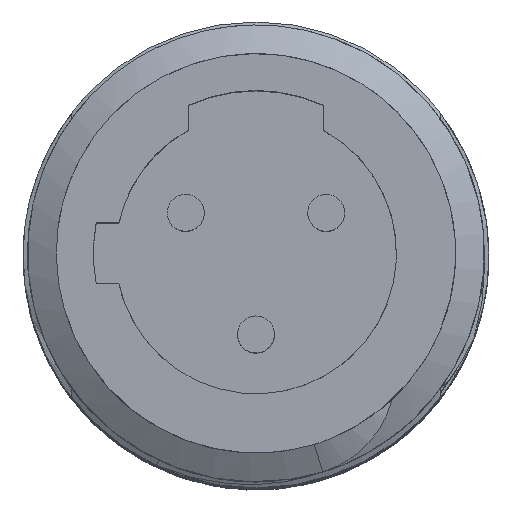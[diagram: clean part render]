
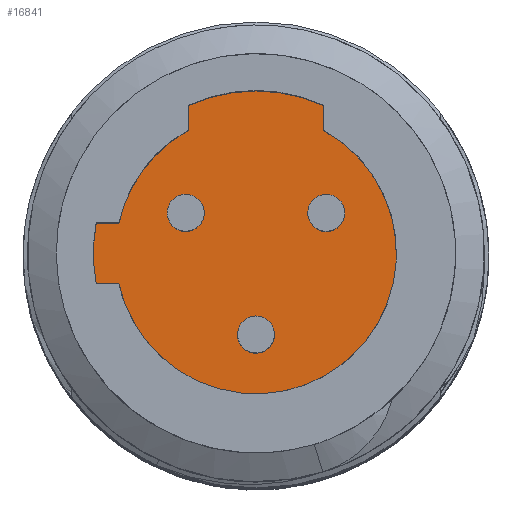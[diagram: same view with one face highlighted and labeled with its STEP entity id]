
A CAD part, top view. The second image highlights one B-rep face of the part: STEP entity #16841.
In plain terms, the highlighted free-form (B-spline) face has degree [1, 1] with [2, 2] control points.
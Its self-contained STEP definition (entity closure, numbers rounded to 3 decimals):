
#1418=CARTESIAN_POINT('',(-4.322,-0.825,42.4));
#1419=VERTEX_POINT('',#1418);
#1425=CARTESIAN_POINT('',(-4.322,0.825,42.4));
#1426=VERTEX_POINT('',#1425);
#1427=CARTESIAN_POINT('',(-4.322,-0.825,42.4));
#1428=CARTESIAN_POINT('',(-4.479,0.,42.4));
#1429=CARTESIAN_POINT('',(-4.322,0.825,42.4));
#1430=(BOUNDED_CURVE()B_SPLINE_CURVE(2,(#1427,#1428,#1429),.CIRCULAR_ARC.,.F.,.U.)B_SPLINE_CURVE_WITH_KNOTS((3,3),(0.,1.),.UNSPECIFIED.)CURVE()GEOMETRIC_REPRESENTATION_ITEM()RATIONAL_B_SPLINE_CURVE((1.,0.982,1.))REPRESENTATION_ITEM(''));
#1431=EDGE_CURVE('',#1419,#1426,#1430,.T.);
#1454=CARTESIAN_POINT('',(-3.709,0.825,42.4));
#1455=VERTEX_POINT('',#1454);
#1456=CARTESIAN_POINT('',(-4.322,0.825,42.4));
#1457=CARTESIAN_POINT('',(-3.709,0.825,42.4));
#1458=B_SPLINE_CURVE_WITH_KNOTS('',1,(#1456,#1457),.POLYLINE_FORM.,.F.,.U.,(2,2),(0.754,1.),.UNSPECIFIED.);
#1459=EDGE_CURVE('',#1426,#1455,#1458,.T.);
#1485=CARTESIAN_POINT('',(-1.833,3.329,42.4));
#1486=VERTEX_POINT('',#1485);
#1487=CARTESIAN_POINT('',(-3.709,0.825,42.4));
#1488=CARTESIAN_POINT('',(-3.337,2.501,42.4));
#1489=CARTESIAN_POINT('',(-1.833,3.329,42.4));
#1490=(BOUNDED_CURVE()B_SPLINE_CURVE(2,(#1487,#1488,#1489),.CIRCULAR_ARC.,.F.,.U.)B_SPLINE_CURVE_WITH_KNOTS((3,3),(0.83,0.96),.UNSPECIFIED.)CURVE()GEOMETRIC_REPRESENTATION_ITEM()RATIONAL_B_SPLINE_CURVE((0.895,0.747,0.75))REPRESENTATION_ITEM(''));
#1491=EDGE_CURVE('',#1455,#1486,#1490,.T.);
#1514=CARTESIAN_POINT('',(-1.833,4.,42.4));
#1515=VERTEX_POINT('',#1514);
#1516=CARTESIAN_POINT('',(-1.833,3.329,42.4));
#1517=CARTESIAN_POINT('',(-1.833,4.,42.4));
#1518=B_SPLINE_CURVE_WITH_KNOTS('',1,(#1516,#1517),.POLYLINE_FORM.,.F.,.U.,(2,2),(0.,0.211),.UNSPECIFIED.);
#1519=EDGE_CURVE('',#1486,#1515,#1518,.T.);
#1546=CARTESIAN_POINT('',(1.833,4.,42.4));
#1547=VERTEX_POINT('',#1546);
#1548=CARTESIAN_POINT('',(-1.833,4.,42.4));
#1549=CARTESIAN_POINT('',(0.,4.84,42.4));
#1550=CARTESIAN_POINT('',(1.833,4.,42.4));
#1551=(BOUNDED_CURVE()B_SPLINE_CURVE(2,(#1548,#1549,#1550),.CIRCULAR_ARC.,.F.,.U.)B_SPLINE_CURVE_WITH_KNOTS((3,3),(0.,1.),.UNSPECIFIED.)CURVE()GEOMETRIC_REPRESENTATION_ITEM()RATIONAL_B_SPLINE_CURVE((1.,0.909,1.))REPRESENTATION_ITEM(''));
#1552=EDGE_CURVE('',#1515,#1547,#1551,.T.);
#1575=CARTESIAN_POINT('',(1.833,3.329,42.4));
#1576=VERTEX_POINT('',#1575);
#1577=CARTESIAN_POINT('',(1.833,4.,42.4));
#1578=CARTESIAN_POINT('',(1.833,3.329,42.4));
#1579=B_SPLINE_CURVE_WITH_KNOTS('',1,(#1577,#1578),.POLYLINE_FORM.,.F.,.U.,(2,2),(0.789,1.),.UNSPECIFIED.);
#1580=EDGE_CURVE('',#1547,#1576,#1579,.T.);
#1618=CARTESIAN_POINT('',(-3.709,-0.825,42.4));
#1619=VERTEX_POINT('',#1618);
#1620=CARTESIAN_POINT('',(1.833,3.329,42.4));
#1621=CARTESIAN_POINT('',(1.867,3.31,42.4));
#1622=CARTESIAN_POINT('',(1.9,3.291,42.4));
#1623=CARTESIAN_POINT('',(7.6,0.,42.4));
#1624=CARTESIAN_POINT('',(1.9,-3.291,42.4));
#1625=CARTESIAN_POINT('',(-2.585,-5.88,42.4));
#1626=CARTESIAN_POINT('',(-3.709,-0.825,42.4));
#1627=(BOUNDED_CURVE()B_SPLINE_CURVE(2,(#1620,#1621,#1622,#1623,#1624,#1625,#1626),.CIRCULAR_ARC.,.F.,.U.)B_SPLINE_CURVE_WITH_KNOTS((3,2,2,3),(0.04,0.044,0.377,0.671),.UNSPECIFIED.)CURVE()GEOMETRIC_REPRESENTATION_ITEM()RATIONAL_B_SPLINE_CURVE((0.989,0.994,1.,0.5,1.,0.56,0.895))REPRESENTATION_ITEM(''));
#1628=EDGE_CURVE('',#1576,#1619,#1627,.T.);
#1649=CARTESIAN_POINT('',(-3.709,-0.825,42.4));
#1650=CARTESIAN_POINT('',(-4.322,-0.825,42.4));
#1651=B_SPLINE_CURVE_WITH_KNOTS('',1,(#1649,#1650),.POLYLINE_FORM.,.F.,.U.,(2,2),(0.,0.246),.UNSPECIFIED.);
#1652=EDGE_CURVE('',#1619,#1419,#1651,.T.);
#16784=CARTESIAN_POINT('',(8.258,7.24,42.4));
#16785=CARTESIAN_POINT('',(8.258,-7.24,42.4));
#16786=CARTESIAN_POINT('',(-6.222,7.24,42.4));
#16787=CARTESIAN_POINT('',(-6.222,-7.24,42.4));
#16788=B_SPLINE_SURFACE_WITH_KNOTS('',1,1,((#16784,#16785),(#16786,#16787)),.PLANE_SURF.,.F.,.F.,.U.,(2,2),(2,2),(0.,1.),(0.,1.),.UNSPECIFIED.);
#16789=ORIENTED_EDGE('',*,*,#1491,.F.);
#16790=ORIENTED_EDGE('',*,*,#1459,.F.);
#16791=ORIENTED_EDGE('',*,*,#1431,.F.);
#16792=ORIENTED_EDGE('',*,*,#1652,.F.);
#16793=ORIENTED_EDGE('',*,*,#1628,.F.);
#16794=ORIENTED_EDGE('',*,*,#1580,.F.);
#16795=ORIENTED_EDGE('',*,*,#1552,.F.);
#16796=ORIENTED_EDGE('',*,*,#1519,.F.);
#16797=EDGE_LOOP('',(#16789,#16790,#16791,#16792,#16793,#16794,#16795,#16796));
#16798=FACE_OUTER_BOUND('',#16797,.T.);
#16799=CARTESIAN_POINT('',(-2.4,1.097,42.4));
#16800=VERTEX_POINT('',#16799);
#16801=CARTESIAN_POINT('',(-2.4,1.097,42.4));
#16802=CARTESIAN_POINT('',(-2.4,1.963,42.4));
#16803=CARTESIAN_POINT('',(-1.65,1.53,42.4));
#16804=CARTESIAN_POINT('',(-0.9,1.097,42.4));
#16805=CARTESIAN_POINT('',(-1.65,0.664,42.4));
#16806=CARTESIAN_POINT('',(-2.4,0.231,42.4));
#16807=CARTESIAN_POINT('',(-2.4,1.097,42.4));
#16808=(BOUNDED_CURVE()B_SPLINE_CURVE(2,(#16801,#16802,#16803,#16804,#16805,#16806,#16807),.CIRCULAR_ARC.,.T.,.U.)B_SPLINE_CURVE_WITH_KNOTS((3,2,2,3),(0.,0.333,0.667,1.),.UNSPECIFIED.)CURVE()GEOMETRIC_REPRESENTATION_ITEM()RATIONAL_B_SPLINE_CURVE((1.,0.5,1.,0.5,1.,0.5,1.))REPRESENTATION_ITEM(''));
#16809=EDGE_CURVE('',#16800,#16800,#16808,.T.);
#16810=ORIENTED_EDGE('',*,*,#16809,.T.);
#16811=EDGE_LOOP('',(#16810));
#16812=FACE_BOUND('',#16811,.T.);
#16813=CARTESIAN_POINT('',(1.4,1.097,42.4));
#16814=VERTEX_POINT('',#16813);
#16815=CARTESIAN_POINT('',(1.4,1.097,42.4));
#16816=CARTESIAN_POINT('',(1.4,1.963,42.4));
#16817=CARTESIAN_POINT('',(2.15,1.53,42.4));
#16818=CARTESIAN_POINT('',(2.9,1.097,42.4));
#16819=CARTESIAN_POINT('',(2.15,0.664,42.4));
#16820=CARTESIAN_POINT('',(1.4,0.231,42.4));
#16821=CARTESIAN_POINT('',(1.4,1.097,42.4));
#16822=(BOUNDED_CURVE()B_SPLINE_CURVE(2,(#16815,#16816,#16817,#16818,#16819,#16820,#16821),.CIRCULAR_ARC.,.T.,.U.)B_SPLINE_CURVE_WITH_KNOTS((3,2,2,3),(0.,0.333,0.667,1.),.UNSPECIFIED.)CURVE()GEOMETRIC_REPRESENTATION_ITEM()RATIONAL_B_SPLINE_CURVE((1.,0.5,1.,0.5,1.,0.5,1.))REPRESENTATION_ITEM(''));
#16823=EDGE_CURVE('',#16814,#16814,#16822,.T.);
#16824=ORIENTED_EDGE('',*,*,#16823,.T.);
#16825=EDGE_LOOP('',(#16824));
#16826=FACE_BOUND('',#16825,.T.);
#16827=CARTESIAN_POINT('',(-0.5,-2.194,42.4));
#16828=VERTEX_POINT('',#16827);
#16829=CARTESIAN_POINT('',(-0.5,-2.194,42.4));
#16830=CARTESIAN_POINT('',(-0.5,-1.328,42.4));
#16831=CARTESIAN_POINT('',(0.25,-1.761,42.4));
#16832=CARTESIAN_POINT('',(1.,-2.194,42.4));
#16833=CARTESIAN_POINT('',(0.25,-2.627,42.4));
#16834=CARTESIAN_POINT('',(-0.5,-3.06,42.4));
#16835=CARTESIAN_POINT('',(-0.5,-2.194,42.4));
#16836=(BOUNDED_CURVE()B_SPLINE_CURVE(2,(#16829,#16830,#16831,#16832,#16833,#16834,#16835),.CIRCULAR_ARC.,.T.,.U.)B_SPLINE_CURVE_WITH_KNOTS((3,2,2,3),(0.,0.333,0.667,1.),.UNSPECIFIED.)CURVE()GEOMETRIC_REPRESENTATION_ITEM()RATIONAL_B_SPLINE_CURVE((1.,0.5,1.,0.5,1.,0.5,1.))REPRESENTATION_ITEM(''));
#16837=EDGE_CURVE('',#16828,#16828,#16836,.T.);
#16838=ORIENTED_EDGE('',*,*,#16837,.T.);
#16839=EDGE_LOOP('',(#16838));
#16840=FACE_BOUND('',#16839,.T.);
#16841=ADVANCED_FACE('',(#16798,#16812,#16826,#16840),#16788,.T.);
